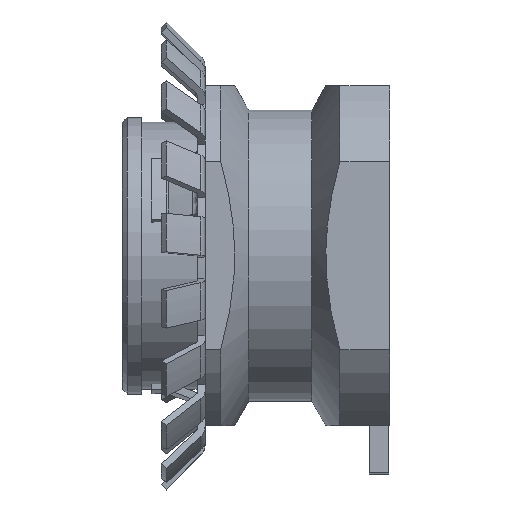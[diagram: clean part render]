
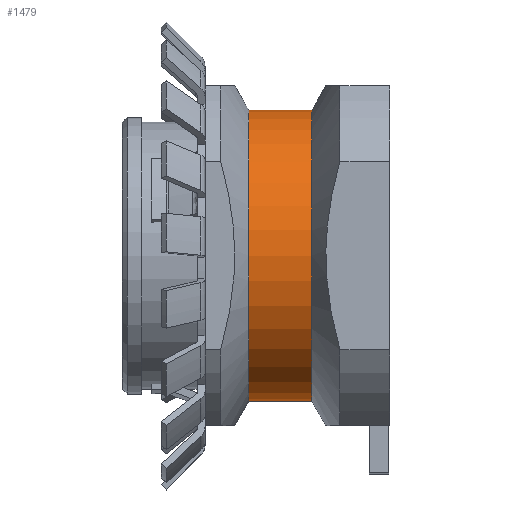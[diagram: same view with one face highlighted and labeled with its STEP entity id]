
A CAD part, front view. The second image highlights one B-rep face of the part: STEP entity #1479.
In plain terms, the highlighted cylindrical face has radius 3 mm (diameter 6 mm), a partial arc.
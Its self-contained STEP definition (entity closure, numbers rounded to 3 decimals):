
#559=CARTESIAN_POINT('',(3.9,0.,0.));
#560=DIRECTION('',(-1.,0.,0.));
#561=DIRECTION('',(0.,0.,-1.));
#562=AXIS2_PLACEMENT_3D('',#559,#560,#561);
#568=DIRECTION('',(1.,0.,0.));
#569=VECTOR('',#568,1.3);
#570=CARTESIAN_POINT('',(2.6,0.,-3.));
#571=LINE('',#570,#569);
#572=CARTESIAN_POINT('',(2.6,0.,0.));
#573=DIRECTION('',(-1.,0.,0.));
#574=DIRECTION('',(0.,0.,-1.));
#575=AXIS2_PLACEMENT_3D('',#572,#573,#574);
#577=DIRECTION('',(1.,0.,0.));
#578=VECTOR('',#577,1.3);
#579=CARTESIAN_POINT('',(2.6,0.,3.));
#580=LINE('',#579,#578);
#682=CARTESIAN_POINT('',(2.6,0.,-3.));
#683=CARTESIAN_POINT('',(3.9,0.,-3.));
#684=VERTEX_POINT('',#682);
#685=VERTEX_POINT('',#683);
#686=CARTESIAN_POINT('',(2.6,0.,3.));
#687=CARTESIAN_POINT('',(3.9,0.,3.));
#688=VERTEX_POINT('',#686);
#689=VERTEX_POINT('',#687);
#1465=CARTESIAN_POINT('',(1.373,0.,0.));
#1466=DIRECTION('',(1.,0.,0.));
#1467=DIRECTION('',(0.,0.,1.));
#1468=AXIS2_PLACEMENT_3D('',#1465,#1466,#1467);
#1469=CYLINDRICAL_SURFACE('',#1468,3.);
#1471=ORIENTED_EDGE('',*,*,#1470,.F.);
#1473=ORIENTED_EDGE('',*,*,#1472,.T.);
#1475=ORIENTED_EDGE('',*,*,#1474,.T.);
#1476=ORIENTED_EDGE('',*,*,#1457,.F.);
#1477=EDGE_LOOP('',(#1471,#1473,#1475,#1476));
#1478=FACE_OUTER_BOUND('',#1477,.F.);
#563=CIRCLE('',#562,3.);
#576=CIRCLE('',#575,3.);
#1457=EDGE_CURVE('',#685,#689,#563,.T.);
#1470=EDGE_CURVE('',#684,#685,#571,.T.);
#1472=EDGE_CURVE('',#684,#688,#576,.T.);
#1474=EDGE_CURVE('',#688,#689,#580,.T.);
#1479=ADVANCED_FACE('',(#1478),#1469,.T.);
